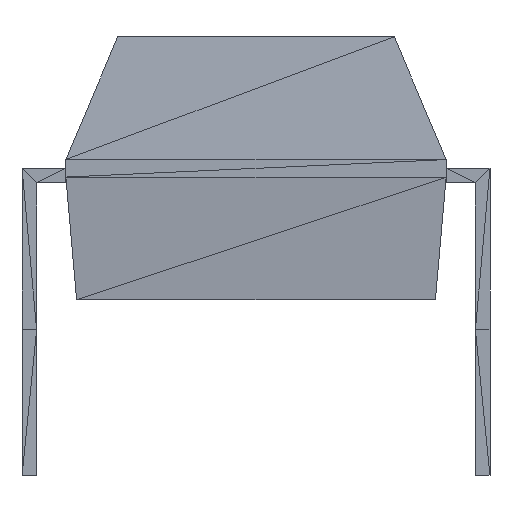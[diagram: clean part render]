
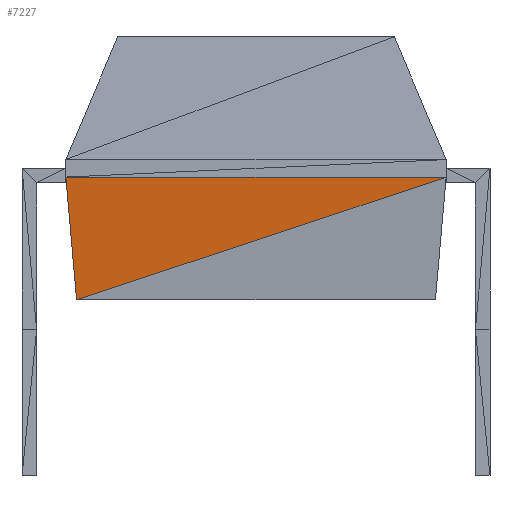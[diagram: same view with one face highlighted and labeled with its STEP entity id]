
A CAD part, front view. The second image highlights one B-rep face of the part: STEP entity #7227.
In plain terms, the highlighted planar face has unit normal (0, -0.996, -0.087).
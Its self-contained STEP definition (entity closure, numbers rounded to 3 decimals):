
#7227=ADVANCED_FACE('',(#7228),#7254,.F.);
#7228=FACE_OUTER_BOUND('',#7229,.T.);
#7229=EDGE_LOOP('',(#7230,#7232,#7234));
#7230=ORIENTED_EDGE('',*,*,#7231,.T.);
#7231=EDGE_CURVE('',#7236,#7238,#7240,.T.);
#7232=ORIENTED_EDGE('',*,*,#7233,.T.);
#7233=EDGE_CURVE('',#7238,#7244,#7246,.T.);
#7234=ORIENTED_EDGE('',*,*,#7235,.T.);
#7235=EDGE_CURVE('',#7244,#7236,#7250,.T.);
#7236=VERTEX_POINT('',#7237);
#7237=CARTESIAN_POINT('',(0.635,-24.892,5.182));
#7238=VERTEX_POINT('',#7239);
#7239=CARTESIAN_POINT('',(7.239,-24.892,5.182));
#7240=LINE('',#7241,#7242);
#7241=CARTESIAN_POINT('',(0.635,-24.892,5.182));
#7242=VECTOR('',#7243,1.0);
#7243=DIRECTION('',(-1.0,0.0,0.0));
#7244=VERTEX_POINT('',#7245);
#7245=CARTESIAN_POINT('',(0.821,-24.706,3.048));
#7246=LINE('',#7247,#7248);
#7247=CARTESIAN_POINT('',(7.239,-24.892,5.182));
#7248=VECTOR('',#7249,1.0);
#7249=DIRECTION('',(0.949,-0.027,0.315));
#7250=LINE('',#7251,#7252);
#7251=CARTESIAN_POINT('',(0.821,-24.706,3.048));
#7252=VECTOR('',#7253,1.0);
#7253=DIRECTION('',(0.087,0.087,-0.992));
#7254=PLANE('',#7255);
#7255=AXIS2_PLACEMENT_3D('',#7256,#7257,#7258);
#7256=CARTESIAN_POINT('',(7.239,-24.892,5.182));
#7257=DIRECTION('',(0.0,0.996,0.087));
#7258=DIRECTION('',(-0.087,-0.087,0.992));
